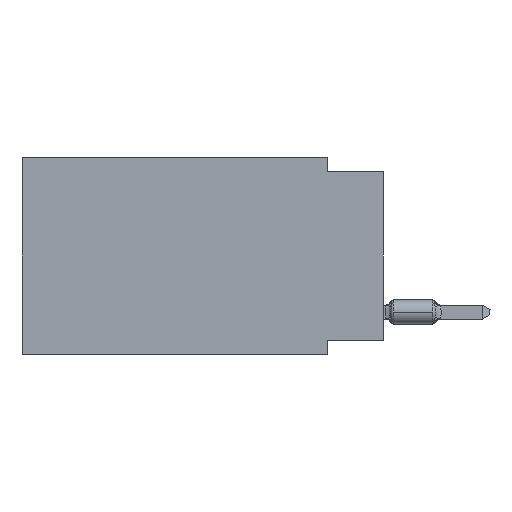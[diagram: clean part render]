
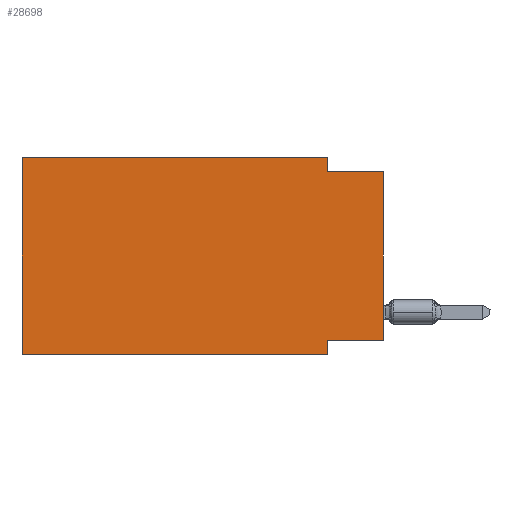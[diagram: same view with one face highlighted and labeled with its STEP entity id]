
A CAD part, left-side view. The second image highlights one B-rep face of the part: STEP entity #28698.
In plain terms, the highlighted planar face has unit normal (-1, 0, 0).
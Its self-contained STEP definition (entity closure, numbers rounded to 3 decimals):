
#52 = CARTESIAN_POINT ( 'NONE',  ( 0., 2.54, -8.89 ) ) ;
#273 = LINE ( 'NONE', #13248, #9402 ) ;
#366 = VERTEX_POINT ( 'NONE', #33268 ) ;
#1402 = LINE ( 'NONE', #17576, #6439 ) ;
#2047 = VECTOR ( 'NONE', #18327, 1000. ) ;
#3136 = DIRECTION ( 'NONE',  ( 0., 1., 0. ) ) ;
#3832 = VERTEX_POINT ( 'NONE', #16246 ) ;
#4057 = EDGE_CURVE ( 'NONE', #24479, #29892, #7163, .T. ) ;
#4376 = CARTESIAN_POINT ( 'NONE',  ( 0., 2.54, -8.255 ) ) ;
#4534 = DIRECTION ( 'NONE',  ( 0., 0., -1. ) ) ;
#5048 = EDGE_LOOP ( 'NONE', ( #21703, #26741, #21885, #31955, #9058, #34525, #30868, #32511 ) ) ;
#6439 = VECTOR ( 'NONE', #9927, 1000. ) ;
#7135 = DIRECTION ( 'NONE',  ( 0., -1., 0. ) ) ;
#7163 = LINE ( 'NONE', #12659, #8745 ) ;
#7466 = CARTESIAN_POINT ( 'NONE',  ( 0., 0., 0. ) ) ;
#7496 = CARTESIAN_POINT ( 'NONE',  ( 0., 0., -0.635 ) ) ;
#7688 = EDGE_CURVE ( 'NONE', #3832, #33861, #28449, .T. ) ;
#7806 = DIRECTION ( 'NONE',  ( 0., 0., 1. ) ) ;
#8745 = VECTOR ( 'NONE', #29153, 1000. ) ;
#9053 = VERTEX_POINT ( 'NONE', #20749 ) ;
#9058 = ORIENTED_EDGE ( 'NONE', *, *, #14283, .F. ) ;
#9070 = EDGE_CURVE ( 'NONE', #33861, #366, #1402, .T. ) ;
#9116 = CARTESIAN_POINT ( 'NONE',  ( 0., 16.383, -8.89 ) ) ;
#9402 = VECTOR ( 'NONE', #32962, 1000. ) ;
#9842 = VECTOR ( 'NONE', #7135, 1000. ) ;
#9866 = DIRECTION ( 'NONE',  ( 1., 0., 0. ) ) ;
#9927 = DIRECTION ( 'NONE',  ( 0., 0., -1. ) ) ;
#10210 = VERTEX_POINT ( 'NONE', #9116 ) ;
#11553 = CARTESIAN_POINT ( 'NONE',  ( 0., 2.54, 0. ) ) ;
#12659 = CARTESIAN_POINT ( 'NONE',  ( 0., 2.54, -8.89 ) ) ;
#12936 = AXIS2_PLACEMENT_3D ( 'NONE', #14842, #9866, #4534 ) ;
#13248 = CARTESIAN_POINT ( 'NONE',  ( 0., 16.383, -8.89 ) ) ;
#14283 = EDGE_CURVE ( 'NONE', #10210, #3832, #32165, .T. ) ;
#14842 = CARTESIAN_POINT ( 'NONE',  ( 0., 16.383, 0. ) ) ;
#15584 = EDGE_CURVE ( 'NONE', #9053, #23140, #34110, .T. ) ;
#16246 = CARTESIAN_POINT ( 'NONE',  ( 0., 16.383, 0. ) ) ;
#16929 = VECTOR ( 'NONE', #3136, 1000. ) ;
#17160 = LINE ( 'NONE', #33318, #16929 ) ;
#17576 = CARTESIAN_POINT ( 'NONE',  ( 0., 2.54, 0. ) ) ;
#18327 = DIRECTION ( 'NONE',  ( 0., -1., 0. ) ) ;
#19393 = VECTOR ( 'NONE', #29152, 1000. ) ;
#20749 = CARTESIAN_POINT ( 'NONE',  ( 0., 0., -8.255 ) ) ;
#20973 = CARTESIAN_POINT ( 'NONE',  ( 0., 16.383, 0. ) ) ;
#20989 = LINE ( 'NONE', #7496, #2047 ) ;
#21703 = ORIENTED_EDGE ( 'NONE', *, *, #15584, .T. ) ;
#21885 = ORIENTED_EDGE ( 'NONE', *, *, #9070, .F. ) ;
#23140 = VERTEX_POINT ( 'NONE', #30487 ) ;
#24479 = VERTEX_POINT ( 'NONE', #4376 ) ;
#26741 = ORIENTED_EDGE ( 'NONE', *, *, #32611, .F. ) ;
#27951 = VECTOR ( 'NONE', #7806, 1000. ) ;
#28449 = LINE ( 'NONE', #20973, #9842 ) ;
#28534 = EDGE_CURVE ( 'NONE', #9053, #24479, #17160, .T. ) ;
#28672 = PLANE ( 'NONE',  #12936 ) ;
#28698 = ADVANCED_FACE ( 'NONE', ( #31342 ), #28672, .F. ) ;
#28988 = CARTESIAN_POINT ( 'NONE',  ( 0., 16.383, 0. ) ) ;
#29152 = DIRECTION ( 'NONE',  ( 0., 0., 1. ) ) ;
#29153 = DIRECTION ( 'NONE',  ( 0., 0., -1. ) ) ;
#29892 = VERTEX_POINT ( 'NONE', #52 ) ;
#30487 = CARTESIAN_POINT ( 'NONE',  ( 0., 0., -0.635 ) ) ;
#30868 = ORIENTED_EDGE ( 'NONE', *, *, #4057, .F. ) ;
#31342 = FACE_OUTER_BOUND ( 'NONE', #5048, .T. ) ;
#31901 = EDGE_CURVE ( 'NONE', #10210, #29892, #273, .T. ) ;
#31955 = ORIENTED_EDGE ( 'NONE', *, *, #7688, .F. ) ;
#32165 = LINE ( 'NONE', #28988, #19393 ) ;
#32511 = ORIENTED_EDGE ( 'NONE', *, *, #28534, .F. ) ;
#32611 = EDGE_CURVE ( 'NONE', #366, #23140, #20989, .T. ) ;
#32962 = DIRECTION ( 'NONE',  ( 0., -1., 0. ) ) ;
#33268 = CARTESIAN_POINT ( 'NONE',  ( 0., 2.54, -0.635 ) ) ;
#33318 = CARTESIAN_POINT ( 'NONE',  ( 0., 0., -8.255 ) ) ;
#33861 = VERTEX_POINT ( 'NONE', #11553 ) ;
#34110 = LINE ( 'NONE', #7466, #27951 ) ;
#34525 = ORIENTED_EDGE ( 'NONE', *, *, #31901, .T. ) ;
